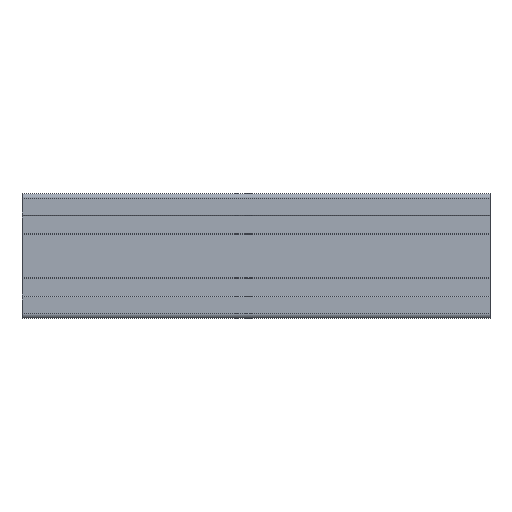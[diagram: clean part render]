
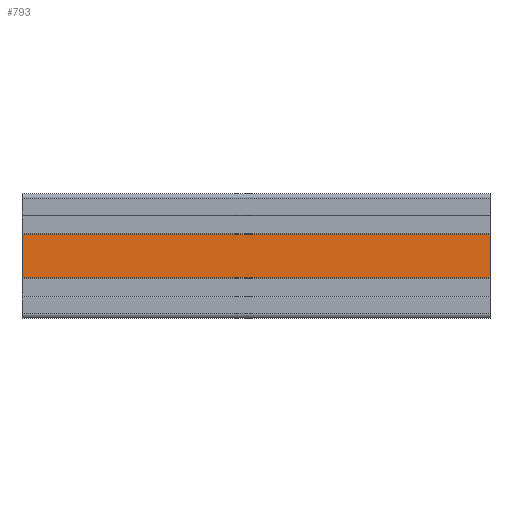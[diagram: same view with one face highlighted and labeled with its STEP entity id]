
A CAD part, front view. The second image highlights one B-rep face of the part: STEP entity #793.
In plain terms, the highlighted planar face has unit normal (0, -1, 0).
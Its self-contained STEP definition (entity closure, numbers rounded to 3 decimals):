
#164 = AXIS2_PLACEMENT_3D ( 'NONE', #1447, #1682, #1856 ) ;
#190 = ORIENTED_EDGE ( 'NONE', *, *, #1497, .F. ) ;
#263 = ORIENTED_EDGE ( 'NONE', *, *, #2272, .F. ) ;
#421 = DIRECTION ( 'NONE',  ( -1., 0., 0. ) ) ;
#464 = LINE ( 'NONE', #1161, #1198 ) ;
#490 = LINE ( 'NONE', #1387, #1618 ) ;
#553 = FACE_OUTER_BOUND ( 'NONE', #1763, .T. ) ;
#641 = VERTEX_POINT ( 'NONE', #2717 ) ;
#748 = CARTESIAN_POINT ( 'NONE',  ( 0., -10., 0. ) ) ;
#793 = ADVANCED_FACE ( 'NONE', ( #553 ), #2097, .F. ) ;
#839 = VERTEX_POINT ( 'NONE', #2298 ) ;
#1161 = CARTESIAN_POINT ( 'NONE',  ( 150., -10., -6.9 ) ) ;
#1198 = VECTOR ( 'NONE', #421, 1000. ) ;
#1279 = ORIENTED_EDGE ( 'NONE', *, *, #2821, .T. ) ;
#1387 = CARTESIAN_POINT ( 'NONE',  ( 150., -10., 6.9 ) ) ;
#1421 = CARTESIAN_POINT ( 'NONE',  ( 150., -10., 6.9 ) ) ;
#1447 = CARTESIAN_POINT ( 'NONE',  ( 150., -10., 0. ) ) ;
#1497 = EDGE_CURVE ( 'NONE', #2028, #839, #2896, .T. ) ;
#1618 = VECTOR ( 'NONE', #2511, 1000. ) ;
#1670 = DIRECTION ( 'NONE',  ( 0., 0., -1. ) ) ;
#1682 = DIRECTION ( 'NONE',  ( 0., 1., 0. ) ) ;
#1708 = VECTOR ( 'NONE', #1670, 1000. ) ;
#1757 = ORIENTED_EDGE ( 'NONE', *, *, #2396, .T. ) ;
#1763 = EDGE_LOOP ( 'NONE', ( #1757, #263, #190, #1279 ) ) ;
#1774 = CARTESIAN_POINT ( 'NONE',  ( 0., -10., 6.9 ) ) ;
#1856 = DIRECTION ( 'NONE',  ( 0., 0., 1. ) ) ;
#1878 = VERTEX_POINT ( 'NONE', #1774 ) ;
#2028 = VERTEX_POINT ( 'NONE', #1421 ) ;
#2036 = VECTOR ( 'NONE', #2192, 1000. ) ;
#2097 = PLANE ( 'NONE',  #164 ) ;
#2192 = DIRECTION ( 'NONE',  ( 0., 0., -1. ) ) ;
#2272 = EDGE_CURVE ( 'NONE', #839, #641, #464, .T. ) ;
#2298 = CARTESIAN_POINT ( 'NONE',  ( 150., -10., -6.9 ) ) ;
#2396 = EDGE_CURVE ( 'NONE', #1878, #641, #2775, .T. ) ;
#2431 = CARTESIAN_POINT ( 'NONE',  ( 150., -10., 0. ) ) ;
#2511 = DIRECTION ( 'NONE',  ( -1., 0., 0. ) ) ;
#2717 = CARTESIAN_POINT ( 'NONE',  ( 0., -10., -6.9 ) ) ;
#2775 = LINE ( 'NONE', #748, #1708 ) ;
#2821 = EDGE_CURVE ( 'NONE', #2028, #1878, #490, .T. ) ;
#2896 = LINE ( 'NONE', #2431, #2036 ) ;
